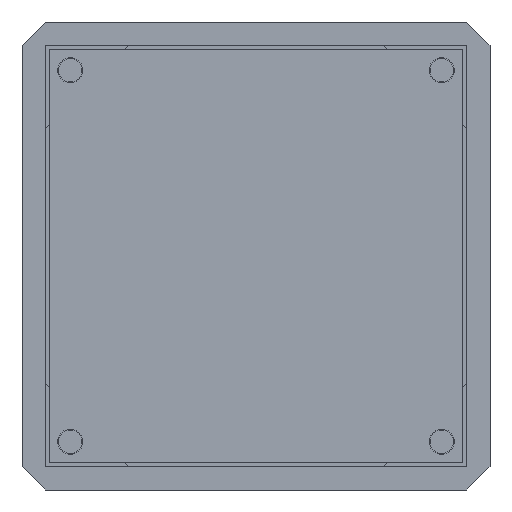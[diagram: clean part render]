
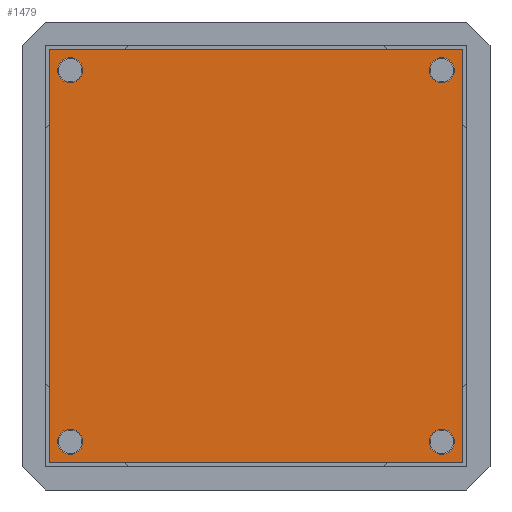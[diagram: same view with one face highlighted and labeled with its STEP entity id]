
A CAD part, front view. The second image highlights one B-rep face of the part: STEP entity #1479.
In plain terms, the highlighted planar face has unit normal (0, -1, 0).
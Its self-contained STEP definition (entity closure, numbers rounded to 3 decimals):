
#36=FACE_BOUND('',#301,.T.);
#37=FACE_BOUND('',#302,.T.);
#38=FACE_BOUND('',#303,.T.);
#39=FACE_BOUND('',#304,.T.);
#97=CIRCLE('',#1615,1.6);
#99=CIRCLE('',#1618,1.6);
#101=CIRCLE('',#1621,1.6);
#103=CIRCLE('',#1624,1.6);
#199=FACE_OUTER_BOUND('',#300,.T.);
#300=EDGE_LOOP('',(#1282,#1283,#1284,#1285));
#301=EDGE_LOOP('',(#1286));
#302=EDGE_LOOP('',(#1287));
#303=EDGE_LOOP('',(#1288));
#304=EDGE_LOOP('',(#1289));
#451=LINE('',#2448,#594);
#455=LINE('',#2456,#598);
#458=LINE('',#2462,#601);
#461=LINE('',#2467,#604);
#594=VECTOR('',#2006,10.);
#598=VECTOR('',#2012,10.);
#601=VECTOR('',#2017,10.);
#604=VECTOR('',#2022,10.);
#711=VERTEX_POINT('',#2422);
#713=VERTEX_POINT('',#2428);
#715=VERTEX_POINT('',#2434);
#717=VERTEX_POINT('',#2440);
#719=VERTEX_POINT('',#2446);
#720=VERTEX_POINT('',#2447);
#723=VERTEX_POINT('',#2455);
#725=VERTEX_POINT('',#2461);
#896=EDGE_CURVE('',#711,#711,#97,.T.);
#899=EDGE_CURVE('',#713,#713,#99,.T.);
#902=EDGE_CURVE('',#715,#715,#101,.T.);
#905=EDGE_CURVE('',#717,#717,#103,.T.);
#908=EDGE_CURVE('',#719,#720,#451,.T.);
#912=EDGE_CURVE('',#723,#719,#455,.T.);
#915=EDGE_CURVE('',#725,#723,#458,.T.);
#918=EDGE_CURVE('',#720,#725,#461,.T.);
#1282=ORIENTED_EDGE('',*,*,#918,.F.);
#1283=ORIENTED_EDGE('',*,*,#908,.F.);
#1284=ORIENTED_EDGE('',*,*,#912,.F.);
#1285=ORIENTED_EDGE('',*,*,#915,.F.);
#1286=ORIENTED_EDGE('',*,*,#896,.T.);
#1287=ORIENTED_EDGE('',*,*,#899,.T.);
#1288=ORIENTED_EDGE('',*,*,#902,.T.);
#1289=ORIENTED_EDGE('',*,*,#905,.T.);
#1393=PLANE('',#1630);
#1479=ADVANCED_FACE('',(#199,#36,#37,#38,#39),#1393,.T.);
#1615=AXIS2_PLACEMENT_3D('',#2423,#1978,#1979);
#1618=AXIS2_PLACEMENT_3D('',#2429,#1985,#1986);
#1621=AXIS2_PLACEMENT_3D('',#2435,#1992,#1993);
#1624=AXIS2_PLACEMENT_3D('',#2441,#1999,#2000);
#1630=AXIS2_PLACEMENT_3D('',#2469,#2024,#2025);
#1978=DIRECTION('center_axis',(0.,1.,0.));
#1979=DIRECTION('ref_axis',(0.,0.,1.));
#1985=DIRECTION('center_axis',(0.,1.,0.));
#1986=DIRECTION('ref_axis',(-1.,0.,0.));
#1992=DIRECTION('center_axis',(0.,1.,0.));
#1993=DIRECTION('ref_axis',(0.,0.,-1.));
#1999=DIRECTION('center_axis',(0.,1.,0.));
#2000=DIRECTION('ref_axis',(1.,0.,0.));
#2006=DIRECTION('',(0.,0.,1.));
#2012=DIRECTION('',(-1.,0.,0.));
#2017=DIRECTION('',(0.,0.,-1.));
#2022=DIRECTION('',(1.,0.,0.));
#2024=DIRECTION('center_axis',(0.,-1.,0.));
#2025=DIRECTION('ref_axis',(1.,0.,0.));
#2422=CARTESIAN_POINT('',(23.818,-26.,-25.418));
#2423=CARTESIAN_POINT('Origin',(23.818,-26.,-23.818));
#2428=CARTESIAN_POINT('',(25.418,-26.,23.818));
#2429=CARTESIAN_POINT('Origin',(23.818,-26.,23.818));
#2434=CARTESIAN_POINT('',(-23.818,-26.,25.418));
#2435=CARTESIAN_POINT('Origin',(-23.818,-26.,23.818));
#2440=CARTESIAN_POINT('',(-25.418,-26.,-23.818));
#2441=CARTESIAN_POINT('Origin',(-23.818,-26.,-23.818));
#2446=CARTESIAN_POINT('',(-26.5,-26.,-26.5));
#2447=CARTESIAN_POINT('',(-26.5,-26.,26.5));
#2448=CARTESIAN_POINT('',(-26.5,-26.,-26.5));
#2455=CARTESIAN_POINT('',(26.5,-26.,-26.5));
#2456=CARTESIAN_POINT('',(26.5,-26.,-26.5));
#2461=CARTESIAN_POINT('',(26.5,-26.,26.5));
#2462=CARTESIAN_POINT('',(26.5,-26.,26.5));
#2467=CARTESIAN_POINT('',(-26.5,-26.,26.5));
#2469=CARTESIAN_POINT('Origin',(0.,-26.,0.));
